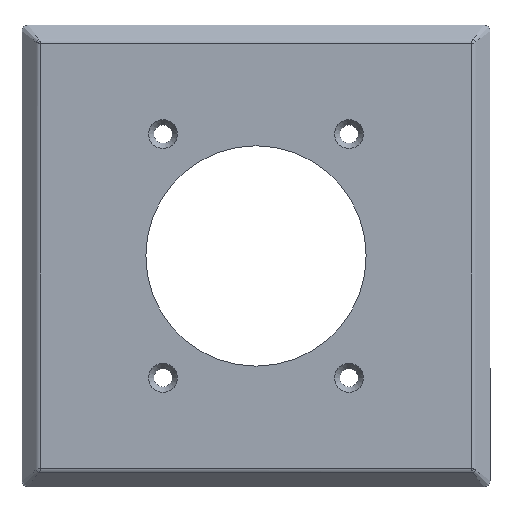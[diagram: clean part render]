
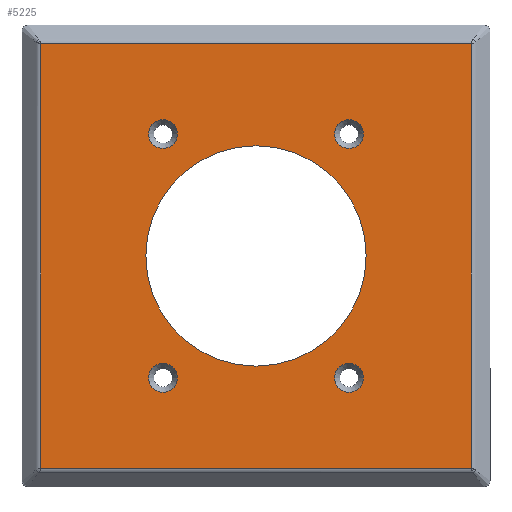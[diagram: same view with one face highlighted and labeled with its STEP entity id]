
A CAD part, top view. The second image highlights one B-rep face of the part: STEP entity #5225.
In plain terms, the highlighted planar face has unit normal (0, 0, 1).
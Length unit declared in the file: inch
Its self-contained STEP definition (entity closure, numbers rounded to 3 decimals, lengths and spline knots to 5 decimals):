
#105 = DIRECTION ( 'NONE',  ( 0., 0., 1. ) ) ;
#264 = DIRECTION ( 'NONE',  ( 1., 0., 0. ) ) ;
#880 = FACE_BOUND ( 'NONE', #20263, .T. ) ;
#967 = VERTEX_POINT ( 'NONE', #29857 ) ;
#1181 = AXIS2_PLACEMENT_3D ( 'NONE', #23239, #13633, #9145 ) ;
#1228 = CARTESIAN_POINT ( 'NONE',  ( 0., 0., 0. ) ) ;
#1236 = CIRCLE ( 'NONE', #26504, 0.1405 ) ;
#1817 = VECTOR ( 'NONE', #29097, 39.37008 ) ;
#2203 = ORIENTED_EDGE ( 'NONE', *, *, #19114, .F. ) ;
#2928 = EDGE_CURVE ( 'NONE', #27686, #14244, #26252, .T. ) ;
#3363 = CARTESIAN_POINT ( 'NONE',  ( 0., 0., 0. ) ) ;
#3684 = VERTEX_POINT ( 'NONE', #23913 ) ;
#3783 = DIRECTION ( 'NONE',  ( 1., 0., 0. ) ) ;
#4076 = ORIENTED_EDGE ( 'NONE', *, *, #15813, .F. ) ;
#4510 = ORIENTED_EDGE ( 'NONE', *, *, #27000, .T. ) ;
#4683 = CARTESIAN_POINT ( 'NONE',  ( 2.09814, -2.06929, 0. ) ) ;
#5225 = ADVANCED_FACE ( 'NONE', ( #880, #19672, #17337, #19818, #29261, #17487 ), #26940, .T. ) ;
#5277 = EDGE_CURVE ( 'NONE', #8372, #8547, #27756, .T. ) ;
#5438 = DIRECTION ( 'NONE',  ( 0., 0., 1. ) ) ;
#5768 = VECTOR ( 'NONE', #7598, 39.37008 ) ;
#5925 = CARTESIAN_POINT ( 'NONE',  ( 2.09814, 2.25, 0. ) ) ;
#6269 = VERTEX_POINT ( 'NONE', #16223 ) ;
#6627 = EDGE_CURVE ( 'NONE', #29851, #17302, #23812, .T. ) ;
#6679 = ORIENTED_EDGE ( 'NONE', *, *, #2928, .F. ) ;
#7013 = AXIS2_PLACEMENT_3D ( 'NONE', #19813, #20118, #25070 ) ;
#7140 = AXIS2_PLACEMENT_3D ( 'NONE', #10474, #15115, #3783 ) ;
#7207 = DIRECTION ( 'NONE',  ( 1., 0., 0. ) ) ;
#7280 = DIRECTION ( 'NONE',  ( 0., 0., 1. ) ) ;
#7598 = DIRECTION ( 'NONE',  ( -1., 0., 0. ) ) ;
#7996 = AXIS2_PLACEMENT_3D ( 'NONE', #14390, #105, #13792 ) ;
#8101 = DIRECTION ( 'NONE',  ( 1., 0., 0. ) ) ;
#8186 = CARTESIAN_POINT ( 'NONE',  ( -2.09814, 2.25, 0. ) ) ;
#8293 = CARTESIAN_POINT ( 'NONE',  ( -0.7655, -1.1875, 0. ) ) ;
#8372 = VERTEX_POINT ( 'NONE', #13059 ) ;
#8547 = VERTEX_POINT ( 'NONE', #14288 ) ;
#8583 = AXIS2_PLACEMENT_3D ( 'NONE', #17847, #13343, #8101 ) ;
#8762 = EDGE_LOOP ( 'NONE', ( #21846, #14686 ) ) ;
#8887 = VERTEX_POINT ( 'NONE', #22246 ) ;
#9145 = DIRECTION ( 'NONE',  ( 1., 0., 0. ) ) ;
#9199 = CARTESIAN_POINT ( 'NONE',  ( -0.906, 1.1875, 0. ) ) ;
#9244 = ORIENTED_EDGE ( 'NONE', *, *, #10431, .F. ) ;
#9396 = ORIENTED_EDGE ( 'NONE', *, *, #6627, .F. ) ;
#9697 = ORIENTED_EDGE ( 'NONE', *, *, #14414, .F. ) ;
#10422 = VERTEX_POINT ( 'NONE', #22181 ) ;
#10431 = EDGE_CURVE ( 'NONE', #967, #10422, #11451, .T. ) ;
#10474 = CARTESIAN_POINT ( 'NONE',  ( 0., 0., 0. ) ) ;
#10590 = CIRCLE ( 'NONE', #27904, 0.1405 ) ;
#10694 = EDGE_LOOP ( 'NONE', ( #9697, #2203 ) ) ;
#10848 = DIRECTION ( 'NONE',  ( 1., 0., 0. ) ) ;
#11064 = ORIENTED_EDGE ( 'NONE', *, *, #27982, .T. ) ;
#11451 = CIRCLE ( 'NONE', #25308, 1.0735 ) ;
#11468 = CARTESIAN_POINT ( 'NONE',  ( 0.906, -1.1875, 0. ) ) ;
#11535 = CIRCLE ( 'NONE', #8583, 0.1405 ) ;
#11683 = CARTESIAN_POINT ( 'NONE',  ( 2.09814, 2.25, 0. ) ) ;
#12079 = CARTESIAN_POINT ( 'NONE',  ( -0.7655, 1.1875, 0. ) ) ;
#12086 = VECTOR ( 'NONE', #17714, 39.37008 ) ;
#12536 = ORIENTED_EDGE ( 'NONE', *, *, #15526, .F. ) ;
#12835 = DIRECTION ( 'NONE',  ( 0., 0., 1. ) ) ;
#13053 = VECTOR ( 'NONE', #10848, 39.37008 ) ;
#13059 = CARTESIAN_POINT ( 'NONE',  ( 1.0465, 1.1875, 0. ) ) ;
#13074 = CIRCLE ( 'NONE', #1181, 0.1405 ) ;
#13166 = LINE ( 'NONE', #17988, #13053 ) ;
#13217 = CARTESIAN_POINT ( 'NONE',  ( -2.09814, 2.06928, 0. ) ) ;
#13245 = CIRCLE ( 'NONE', #30559, 0.1405 ) ;
#13343 = DIRECTION ( 'NONE',  ( 0., 0., 1. ) ) ;
#13480 = EDGE_CURVE ( 'NONE', #17302, #29851, #11535, .T. ) ;
#13633 = DIRECTION ( 'NONE',  ( 0., 0., 1. ) ) ;
#13752 = DIRECTION ( 'NONE',  ( 0., 0., 1. ) ) ;
#13792 = DIRECTION ( 'NONE',  ( 1., 0., 0. ) ) ;
#14244 = VERTEX_POINT ( 'NONE', #4683 ) ;
#14288 = CARTESIAN_POINT ( 'NONE',  ( 0.7655, 1.1875, 0. ) ) ;
#14390 = CARTESIAN_POINT ( 'NONE',  ( -0.906, -1.1875, 0. ) ) ;
#14414 = EDGE_CURVE ( 'NONE', #6269, #18565, #10590, .T. ) ;
#14686 = ORIENTED_EDGE ( 'NONE', *, *, #24037, .F. ) ;
#14833 = CARTESIAN_POINT ( 'NONE',  ( -2.09814, 2.25, 0. ) ) ;
#15115 = DIRECTION ( 'NONE',  ( 0., 0., 1. ) ) ;
#15207 = EDGE_CURVE ( 'NONE', #23859, #27686, #22058, .T. ) ;
#15526 = EDGE_CURVE ( 'NONE', #3684, #26853, #13074, .T. ) ;
#15621 = EDGE_CURVE ( 'NONE', #8887, #14244, #13166, .T. ) ;
#15813 = EDGE_CURVE ( 'NONE', #10422, #967, #20505, .T. ) ;
#15950 = EDGE_LOOP ( 'NONE', ( #29937, #23124, #6679, #20805, #4510, #11064 ) ) ;
#16148 = EDGE_LOOP ( 'NONE', ( #20684, #12536 ) ) ;
#16223 = CARTESIAN_POINT ( 'NONE',  ( 1.0465, -1.1875, 0. ) ) ;
#17302 = VERTEX_POINT ( 'NONE', #24808 ) ;
#17337 = FACE_BOUND ( 'NONE', #23114, .T. ) ;
#17383 = DIRECTION ( 'NONE',  ( 1., 0., 0. ) ) ;
#17487 = FACE_OUTER_BOUND ( 'NONE', #15950, .T. ) ;
#17658 = LINE ( 'NONE', #19833, #5768 ) ;
#17714 = DIRECTION ( 'NONE',  ( 0., -1., 0. ) ) ;
#17847 = CARTESIAN_POINT ( 'NONE',  ( -0.906, -1.1875, 0. ) ) ;
#17988 = CARTESIAN_POINT ( 'NONE',  ( -2.09814, -2.06929, 0. ) ) ;
#18285 = EDGE_CURVE ( 'NONE', #25569, #8887, #19661, .T. ) ;
#18565 = VERTEX_POINT ( 'NONE', #22383 ) ;
#19114 = EDGE_CURVE ( 'NONE', #18565, #6269, #20381, .T. ) ;
#19148 = DIRECTION ( 'NONE',  ( 0., 0., 1. ) ) ;
#19384 = CARTESIAN_POINT ( 'NONE',  ( 2.09814, -2.06928, 0. ) ) ;
#19443 = DIRECTION ( 'NONE',  ( 0., -1., 0. ) ) ;
#19661 = LINE ( 'NONE', #8186, #28910 ) ;
#19672 = FACE_BOUND ( 'NONE', #16148, .T. ) ;
#19813 = CARTESIAN_POINT ( 'NONE',  ( 0.906, -1.1875, 0. ) ) ;
#19818 = FACE_BOUND ( 'NONE', #8762, .T. ) ;
#19833 = CARTESIAN_POINT ( 'NONE',  ( 0., 2.06929, 0. ) ) ;
#20118 = DIRECTION ( 'NONE',  ( 0., 0., 1. ) ) ;
#20263 = EDGE_LOOP ( 'NONE', ( #9244, #4076 ) ) ;
#20381 = CIRCLE ( 'NONE', #7013, 0.1405 ) ;
#20505 = CIRCLE ( 'NONE', #7140, 1.0735 ) ;
#20684 = ORIENTED_EDGE ( 'NONE', *, *, #29283, .F. ) ;
#20805 = ORIENTED_EDGE ( 'NONE', *, *, #15207, .F. ) ;
#21265 = DIRECTION ( 'NONE',  ( 0., 0., 1. ) ) ;
#21846 = ORIENTED_EDGE ( 'NONE', *, *, #5277, .F. ) ;
#22058 = LINE ( 'NONE', #5925, #12086 ) ;
#22181 = CARTESIAN_POINT ( 'NONE',  ( -1.0735, 0., 0. ) ) ;
#22246 = CARTESIAN_POINT ( 'NONE',  ( -2.09814, -2.06928, 0. ) ) ;
#22383 = CARTESIAN_POINT ( 'NONE',  ( 0.7655, -1.1875, 0. ) ) ;
#22791 = AXIS2_PLACEMENT_3D ( 'NONE', #30174, #13752, #27554 ) ;
#23114 = EDGE_LOOP ( 'NONE', ( #9396, #23748 ) ) ;
#23124 = ORIENTED_EDGE ( 'NONE', *, *, #15621, .T. ) ;
#23239 = CARTESIAN_POINT ( 'NONE',  ( -0.906, 1.1875, 0. ) ) ;
#23630 = CARTESIAN_POINT ( 'NONE',  ( 0.906, 1.1875, 0. ) ) ;
#23681 = VECTOR ( 'NONE', #19443, 39.37008 ) ;
#23748 = ORIENTED_EDGE ( 'NONE', *, *, #13480, .F. ) ;
#23812 = CIRCLE ( 'NONE', #7996, 0.1405 ) ;
#23859 = VERTEX_POINT ( 'NONE', #27681 ) ;
#23913 = CARTESIAN_POINT ( 'NONE',  ( -1.0465, 1.1875, 0. ) ) ;
#24037 = EDGE_CURVE ( 'NONE', #8547, #8372, #1236, .T. ) ;
#24137 = LINE ( 'NONE', #14833, #1817 ) ;
#24487 = VERTEX_POINT ( 'NONE', #26997 ) ;
#24808 = CARTESIAN_POINT ( 'NONE',  ( -1.0465, -1.1875, 0. ) ) ;
#25070 = DIRECTION ( 'NONE',  ( 1., 0., 0. ) ) ;
#25308 = AXIS2_PLACEMENT_3D ( 'NONE', #1228, #5438, #17383 ) ;
#25569 = VERTEX_POINT ( 'NONE', #13217 ) ;
#26252 = LINE ( 'NONE', #11683, #23681 ) ;
#26504 = AXIS2_PLACEMENT_3D ( 'NONE', #23630, #19148, #7207 ) ;
#26853 = VERTEX_POINT ( 'NONE', #12079 ) ;
#26940 = PLANE ( 'NONE',  #30228 ) ;
#26997 = CARTESIAN_POINT ( 'NONE',  ( -2.09814, 2.06929, 0. ) ) ;
#27000 = EDGE_CURVE ( 'NONE', #23859, #24487, #17658, .T. ) ;
#27554 = DIRECTION ( 'NONE',  ( 1., 0., 0. ) ) ;
#27681 = CARTESIAN_POINT ( 'NONE',  ( 2.09814, 2.06928, 0. ) ) ;
#27686 = VERTEX_POINT ( 'NONE', #19384 ) ;
#27756 = CIRCLE ( 'NONE', #22791, 0.1405 ) ;
#27904 = AXIS2_PLACEMENT_3D ( 'NONE', #11468, #7280, #264 ) ;
#27982 = EDGE_CURVE ( 'NONE', #24487, #25569, #24137, .T. ) ;
#28910 = VECTOR ( 'NONE', #29103, 39.37008 ) ;
#29097 = DIRECTION ( 'NONE',  ( 0., -1., 0. ) ) ;
#29103 = DIRECTION ( 'NONE',  ( 0., -1., 0. ) ) ;
#29261 = FACE_BOUND ( 'NONE', #10694, .T. ) ;
#29283 = EDGE_CURVE ( 'NONE', #26853, #3684, #13245, .T. ) ;
#29412 = DIRECTION ( 'NONE',  ( 1., 0., 0. ) ) ;
#29851 = VERTEX_POINT ( 'NONE', #8293 ) ;
#29857 = CARTESIAN_POINT ( 'NONE',  ( 1.0735, 0., 0. ) ) ;
#29937 = ORIENTED_EDGE ( 'NONE', *, *, #18285, .T. ) ;
#30174 = CARTESIAN_POINT ( 'NONE',  ( 0.906, 1.1875, 0. ) ) ;
#30228 = AXIS2_PLACEMENT_3D ( 'NONE', #3363, #12835, #29412 ) ;
#30559 = AXIS2_PLACEMENT_3D ( 'NONE', #9199, #21265, #30563 ) ;
#30563 = DIRECTION ( 'NONE',  ( 1., 0., 0. ) ) ;
